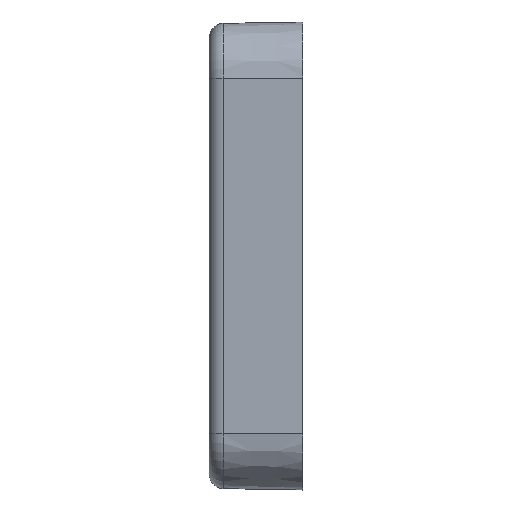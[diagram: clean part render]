
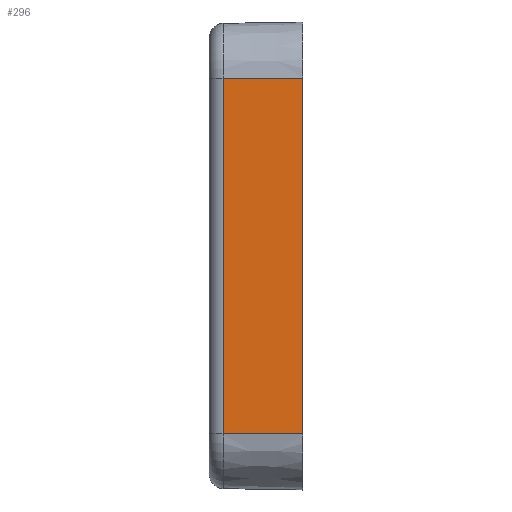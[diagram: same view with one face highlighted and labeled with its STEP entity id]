
A CAD part, left-side view. The second image highlights one B-rep face of the part: STEP entity #296.
In plain terms, the highlighted planar face has unit normal (-1, 0.018, 0).
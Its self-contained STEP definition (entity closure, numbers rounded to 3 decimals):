
#231 = CARTESIAN_POINT ( 'NONE',  ( -32.5, 0., 19. ) ) ;
#296 = ADVANCED_FACE ( 'NONE', ( #4828 ), #1349, .T. ) ;
#720 = DIRECTION ( 'NONE',  ( 0., 0., 1. ) ) ;
#821 = CARTESIAN_POINT ( 'NONE',  ( -32.5, 0., 0. ) ) ;
#866 = CARTESIAN_POINT ( 'NONE',  ( -32.5, 0., 19. ) ) ;
#1268 = VERTEX_POINT ( 'NONE', #2818 ) ;
#1349 = PLANE ( 'NONE',  #6646 ) ;
#1617 = EDGE_CURVE ( 'NONE', #4104, #1862, #2171, .T. ) ;
#1791 = CARTESIAN_POINT ( 'NONE',  ( -32.5, 0., 0. ) ) ;
#1862 = VERTEX_POINT ( 'NONE', #4116 ) ;
#1896 = EDGE_LOOP ( 'NONE', ( #3525, #2105, #6629, #6553 ) ) ;
#1924 = DIRECTION ( 'NONE',  ( -0.017, -1., 0. ) ) ;
#2105 = ORIENTED_EDGE ( 'NONE', *, *, #2774, .T. ) ;
#2127 = LINE ( 'NONE', #1791, #5473 ) ;
#2128 = CARTESIAN_POINT ( 'NONE',  ( -32.352, 8.503, -19. ) ) ;
#2171 = LINE ( 'NONE', #3289, #5873 ) ;
#2453 = DIRECTION ( 'NONE',  ( -1., 0.017, 0. ) ) ;
#2774 = EDGE_CURVE ( 'NONE', #1268, #4104, #4364, .T. ) ;
#2818 = CARTESIAN_POINT ( 'NONE',  ( -32.352, 8.503, 19. ) ) ;
#3289 = CARTESIAN_POINT ( 'NONE',  ( -32.5, 0., -19. ) ) ;
#3440 = VERTEX_POINT ( 'NONE', #866 ) ;
#3525 = ORIENTED_EDGE ( 'NONE', *, *, #5324, .F. ) ;
#3756 = DIRECTION ( 'NONE',  ( 0., 0., -1. ) ) ;
#3805 = CARTESIAN_POINT ( 'NONE',  ( -32.352, 8.503, -19. ) ) ;
#3884 = DIRECTION ( 'NONE',  ( -0.017, -1., 0. ) ) ;
#4104 = VERTEX_POINT ( 'NONE', #2128 ) ;
#4116 = CARTESIAN_POINT ( 'NONE',  ( -32.5, 0., -19. ) ) ;
#4328 = EDGE_CURVE ( 'NONE', #1862, #3440, #2127, .T. ) ;
#4364 = LINE ( 'NONE', #3805, #6935 ) ;
#4595 = VECTOR ( 'NONE', #5245, 1000. ) ;
#4828 = FACE_OUTER_BOUND ( 'NONE', #1896, .T. ) ;
#5245 = DIRECTION ( 'NONE',  ( -0.017, -1., 0. ) ) ;
#5324 = EDGE_CURVE ( 'NONE', #1268, #3440, #6086, .T. ) ;
#5473 = VECTOR ( 'NONE', #720, 1000. ) ;
#5873 = VECTOR ( 'NONE', #3884, 1000. ) ;
#6086 = LINE ( 'NONE', #231, #4595 ) ;
#6553 = ORIENTED_EDGE ( 'NONE', *, *, #4328, .T. ) ;
#6629 = ORIENTED_EDGE ( 'NONE', *, *, #1617, .T. ) ;
#6646 = AXIS2_PLACEMENT_3D ( 'NONE', #821, #2453, #1924 ) ;
#6935 = VECTOR ( 'NONE', #3756, 1000. ) ;
